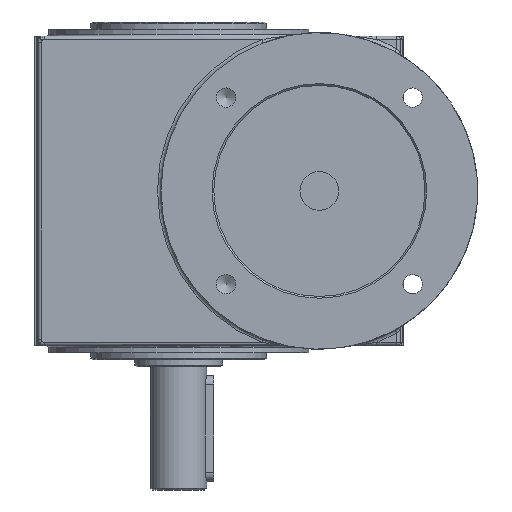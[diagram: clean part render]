
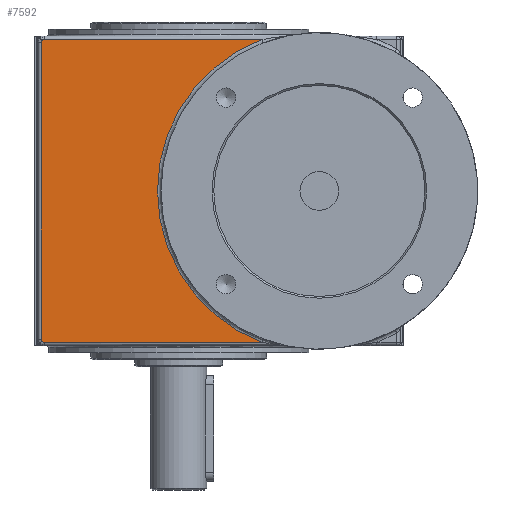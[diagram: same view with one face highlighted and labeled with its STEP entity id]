
A CAD part, left-side view. The second image highlights one B-rep face of the part: STEP entity #7592.
In plain terms, the highlighted planar face has unit normal (-1, 0, 0).
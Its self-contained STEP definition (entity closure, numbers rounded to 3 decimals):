
#400=CARTESIAN_POINT('',(1.,78.756,-42.756));
#401=VERTEX_POINT('',#400);
#411=CARTESIAN_POINT('',(1.,79.0,-42.167));
#412=VERTEX_POINT('',#411);
#413=CARTESIAN_POINT('',(1.,78.167,-42.167));
#414=DIRECTION('',(1.,0.,0.));
#415=DIRECTION('',(0.,0.707,-0.707));
#416=AXIS2_PLACEMENT_3D('',#413,#414,#415);
#417=CIRCLE('',#416,0.833);
#418=EDGE_CURVE('',#401,#412,#417,.T.);
#762=CARTESIAN_POINT('',(1.,78.756,42.756));
#763=VERTEX_POINT('',#762);
#773=CARTESIAN_POINT('',(1.,78.167,43.));
#774=VERTEX_POINT('',#773);
#775=CARTESIAN_POINT('',(1.,78.167,42.167));
#776=DIRECTION('',(1.,0.,0.));
#777=DIRECTION('',(0.,0.707,0.707));
#778=AXIS2_PLACEMENT_3D('',#775,#776,#777);
#779=CIRCLE('',#778,0.833);
#780=EDGE_CURVE('',#763,#774,#779,.T.);
#7056=CARTESIAN_POINT('',(1.,16.34,43.));
#7057=VERTEX_POINT('',#7056);
#7142=CARTESIAN_POINT('',(1.,79.0,42.167));
#7143=VERTEX_POINT('',#7142);
#7151=CARTESIAN_POINT('',(1.,78.167,42.167));
#7152=DIRECTION('',(1.,0.,0.));
#7153=DIRECTION('',(0.,0.707,0.707));
#7154=AXIS2_PLACEMENT_3D('',#7151,#7152,#7153);
#7155=CIRCLE('',#7154,0.833);
#7156=EDGE_CURVE('',#7143,#763,#7155,.T.);
#7171=CARTESIAN_POINT('',(1.,78.167,43.));
#7172=DIRECTION('',(0.0,-1.0,0.0));
#7173=VECTOR('',#7172,61.827);
#7174=LINE('',#7171,#7173);
#7175=EDGE_CURVE('',#774,#7057,#7174,.T.);
#7239=CARTESIAN_POINT('',(1.,16.34,-43.));
#7240=VERTEX_POINT('',#7239);
#7351=CARTESIAN_POINT('',(1.,0.,0.));
#7352=DIRECTION('',(-1.0,0.0,0.0));
#7353=DIRECTION('',(0.0,1.0,0.0));
#7354=AXIS2_PLACEMENT_3D('',#7351,#7352,#7353);
#7355=CIRCLE('',#7354,46.0);
#7356=EDGE_CURVE('',#7057,#7240,#7355,.T.);
#7399=CARTESIAN_POINT('',(1.,78.167,-43.));
#7400=VERTEX_POINT('',#7399);
#7408=CARTESIAN_POINT('',(1.,78.167,-42.167));
#7409=DIRECTION('',(1.,0.,0.));
#7410=DIRECTION('',(0.,0.707,-0.707));
#7411=AXIS2_PLACEMENT_3D('',#7408,#7409,#7410);
#7412=CIRCLE('',#7411,0.833);
#7413=EDGE_CURVE('',#7400,#401,#7412,.T.);
#7446=CARTESIAN_POINT('',(1.,16.34,-43.));
#7447=DIRECTION('',(0.0,1.0,0.0));
#7448=VECTOR('',#7447,61.827);
#7449=LINE('',#7446,#7448);
#7450=EDGE_CURVE('',#7240,#7400,#7449,.T.);
#7462=CARTESIAN_POINT('',(1.,79.0,-42.167));
#7463=DIRECTION('',(0.0,0.0,1.0));
#7464=VECTOR('',#7463,84.333);
#7465=LINE('',#7462,#7464);
#7466=EDGE_CURVE('',#412,#7143,#7465,.T.);
#7577=CARTESIAN_POINT('',(1.,48.891,0.0));
#7578=DIRECTION('',(1.0,0.0,0.0));
#7579=DIRECTION('',(0.0,0.0,-1.0));
#7580=AXIS2_PLACEMENT_3D('',#7577,#7578,#7579);
#7581=PLANE('',#7580);
#7582=ORIENTED_EDGE('',*,*,#7413,.F.);
#7583=ORIENTED_EDGE('',*,*,#7450,.F.);
#7584=ORIENTED_EDGE('',*,*,#7356,.F.);
#7585=ORIENTED_EDGE('',*,*,#7175,.F.);
#7586=ORIENTED_EDGE('',*,*,#780,.F.);
#7587=ORIENTED_EDGE('',*,*,#7156,.F.);
#7588=ORIENTED_EDGE('',*,*,#7466,.F.);
#7589=ORIENTED_EDGE('',*,*,#418,.F.);
#7590=EDGE_LOOP('',(#7582,#7583,#7584,#7585,#7586,#7587,#7588,#7589));
#7591=FACE_OUTER_BOUND('',#7590,.T.);
#7592=ADVANCED_FACE('',(#7591),#7581,.F.);
